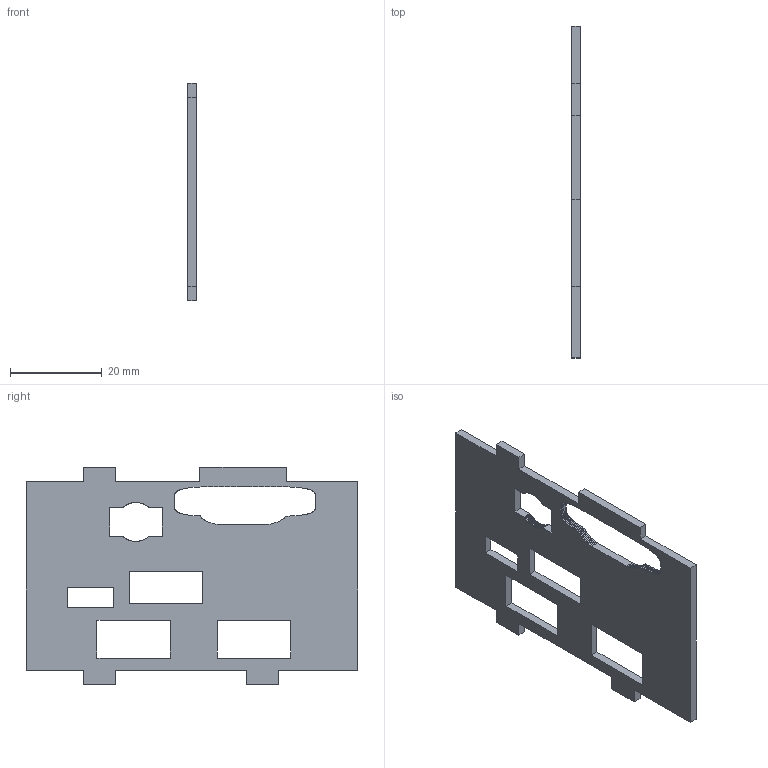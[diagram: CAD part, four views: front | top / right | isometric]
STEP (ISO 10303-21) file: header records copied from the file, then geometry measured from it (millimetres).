
FILE_DESCRIPTION(/* description */ ('FreeCAD Model'),/* implementation_level */ '2;1');
FILE_NAME(/* name */ 'Power.step',/* time_stamp */ '2024-09-08T14:09:12-04:00',/* author */ (''),/* organization */ (''),/* preprocessor_version */ 'ST-DEVELOPER v20',/* originating_system */ 'Autodesk Translation Framework v13.14.0.145',/* authorisation */ '');
FILE_SCHEMA (('AUTOMOTIVE_DESIGN { 1 0 10303 214 3 1 1 }'));
Length unit declared in the file: millimetre
Products named in the file (1): PowerPanel001 (Solid)001
Bounding box: 1.82 x 72.5 x 47.58 mm (x, y, z)
Volume: 4364 mm3; surface area: 5764.9 mm2
Topology: 1 solids, 1 shells, 564 faces, 1686 edges, 1124 vertices
Faces by surface type: plane 564
Entity records: 18634 total; most frequent: CARTESIAN_POINT 3375, ORIENTED_EDGE 3372, DIRECTION 2816, LINE 1686, VECTOR 1686, EDGE_CURVE 1686, VERTEX_POINT 1124, EDGE_LOOP 576
